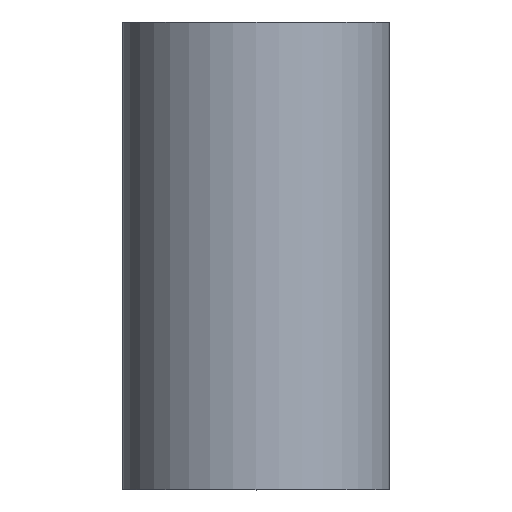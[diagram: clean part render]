
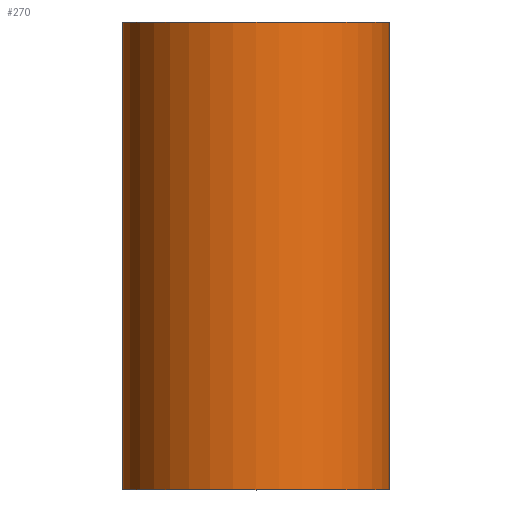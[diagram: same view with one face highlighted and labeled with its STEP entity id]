
A CAD part, top view. The second image highlights one B-rep face of the part: STEP entity #270.
In plain terms, the highlighted cylindrical face has radius 38.1 mm (diameter 76.2 mm), a partial arc.
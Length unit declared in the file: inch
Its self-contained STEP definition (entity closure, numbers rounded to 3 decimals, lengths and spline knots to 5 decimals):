
#1 = VECTOR ( 'NONE', #79, 39.37008 ) ;
#40 = ORIENTED_EDGE ( 'NONE', *, *, #211, .F. ) ;
#44 = EDGE_CURVE ( 'NONE', #149, #251, #241, .T. ) ;
#46 = CARTESIAN_POINT ( 'NONE',  ( 1.5, 2.19475, 0. ) ) ;
#48 = VERTEX_POINT ( 'NONE', #247 ) ;
#51 = DIRECTION ( 'NONE',  ( 0., 1., 0. ) ) ;
#52 = CARTESIAN_POINT ( 'NONE',  ( 0., 2.19475, 0. ) ) ;
#55 = AXIS2_PLACEMENT_3D ( 'NONE', #132, #112, #195 ) ;
#69 = CARTESIAN_POINT ( 'NONE',  ( 1.5, 5.25, 0. ) ) ;
#79 = DIRECTION ( 'NONE',  ( 0., 1., 0. ) ) ;
#83 = DIRECTION ( 'NONE',  ( 0., 1., 0. ) ) ;
#86 = VECTOR ( 'NONE', #280, 39.37008 ) ;
#97 = EDGE_CURVE ( 'NONE', #251, #169, #116, .T. ) ;
#102 = CYLINDRICAL_SURFACE ( 'NONE', #225, 1.5 ) ;
#112 = DIRECTION ( 'NONE',  ( 0., 1., 0. ) ) ;
#116 = LINE ( 'NONE', #46, #86 ) ;
#124 = LINE ( 'NONE', #289, #1 ) ;
#132 = CARTESIAN_POINT ( 'NONE',  ( 0., 0., 0. ) ) ;
#140 = CARTESIAN_POINT ( 'NONE',  ( -1.5, 0., 0. ) ) ;
#143 = DIRECTION ( 'NONE',  ( -1., 0., 0. ) ) ;
#148 = ORIENTED_EDGE ( 'NONE', *, *, #97, .T. ) ;
#149 = VERTEX_POINT ( 'NONE', #140 ) ;
#164 = CARTESIAN_POINT ( 'NONE',  ( 0., 5.25, 0. ) ) ;
#169 = VERTEX_POINT ( 'NONE', #69 ) ;
#174 = AXIS2_PLACEMENT_3D ( 'NONE', #164, #51, #238 ) ;
#189 = ORIENTED_EDGE ( 'NONE', *, *, #275, .F. ) ;
#195 = DIRECTION ( 'NONE',  ( -1., 0., 0. ) ) ;
#204 = ORIENTED_EDGE ( 'NONE', *, *, #44, .T. ) ;
#211 = EDGE_CURVE ( 'NONE', #149, #48, #124, .T. ) ;
#225 = AXIS2_PLACEMENT_3D ( 'NONE', #52, #83, #143 ) ;
#238 = DIRECTION ( 'NONE',  ( -1., 0., 0. ) ) ;
#241 = CIRCLE ( 'NONE', #55, 1.5 ) ;
#247 = CARTESIAN_POINT ( 'NONE',  ( -1.5, 5.25, 0. ) ) ;
#251 = VERTEX_POINT ( 'NONE', #260 ) ;
#260 = CARTESIAN_POINT ( 'NONE',  ( 1.5, 0., 0. ) ) ;
#270 = ADVANCED_FACE ( 'NONE', ( #290 ), #102, .T. ) ;
#271 = CIRCLE ( 'NONE', #174, 1.5 ) ;
#275 = EDGE_CURVE ( 'NONE', #48, #169, #271, .T. ) ;
#280 = DIRECTION ( 'NONE',  ( 0., 1., 0. ) ) ;
#289 = CARTESIAN_POINT ( 'NONE',  ( -1.5, 2.19475, 0. ) ) ;
#290 = FACE_OUTER_BOUND ( 'NONE', #301, .T. ) ;
#301 = EDGE_LOOP ( 'NONE', ( #204, #148, #189, #40 ) ) ;
